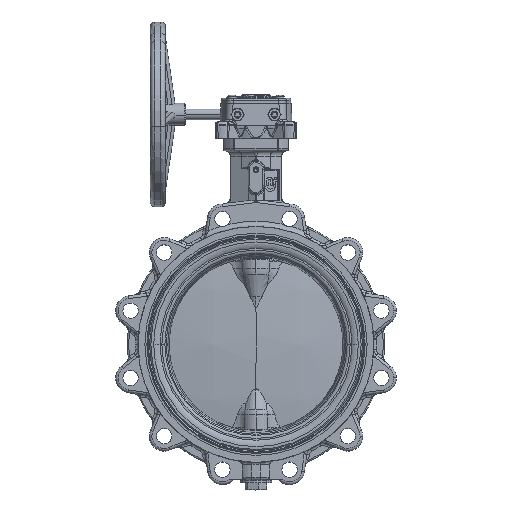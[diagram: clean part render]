
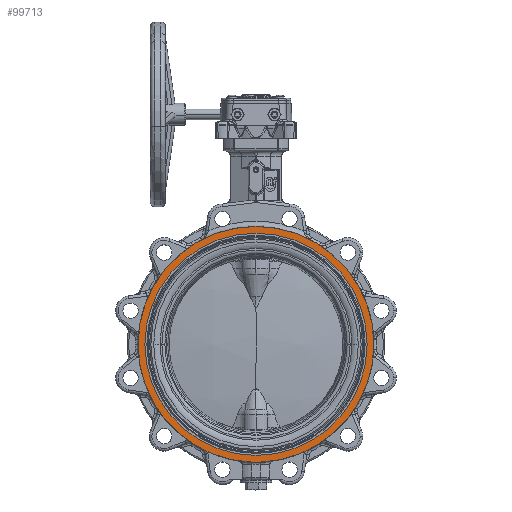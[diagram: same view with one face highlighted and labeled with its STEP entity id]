
A CAD part, top view. The second image highlights one B-rep face of the part: STEP entity #99713.
In plain terms, the highlighted planar face has unit normal (0, 0, 1).
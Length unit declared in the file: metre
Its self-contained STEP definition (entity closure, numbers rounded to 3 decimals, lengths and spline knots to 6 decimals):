
#506 = CARTESIAN_POINT ( 'NONE',  ( 0., 0., 0.03 ) ) ;
#2036 = VERTEX_POINT ( 'NONE', #56009 ) ;
#2490 = CARTESIAN_POINT ( 'NONE',  ( 0.005151, -0.133901, 0.03 ) ) ;
#4163 = CARTESIAN_POINT ( 'NONE',  ( 0., 0., 0.03 ) ) ;
#6546 = EDGE_CURVE ( 'NONE', #74292, #42378, #32295, .T. ) ;
#6999 = ORIENTED_EDGE ( 'NONE', *, *, #101265, .T. ) ;
#7813 = AXIS2_PLACEMENT_3D ( 'NONE', #506, #40121, #70629 ) ;
#9078 = CARTESIAN_POINT ( 'NONE',  ( 0.12625, 0., 0.03 ) ) ;
#10126 = CARTESIAN_POINT ( 'NONE',  ( -0.134, 0., 0.03 ) ) ;
#11577 = CARTESIAN_POINT ( 'NONE',  ( 0.005303, -0.133895, 0.03 ) ) ;
#12104 = EDGE_LOOP ( 'NONE', ( #12625, #114551 ) ) ;
#12227 = CARTESIAN_POINT ( 'NONE',  ( -0.00538, -0.133892, 0.03 ) ) ;
#12625 = ORIENTED_EDGE ( 'NONE', *, *, #25602, .T. ) ;
#14017 = CIRCLE ( 'NONE', #7813, 0.12625 ) ;
#15435 = CARTESIAN_POINT ( 'NONE',  ( 0., 0., 0.03 ) ) ;
#22035 = CARTESIAN_POINT ( 'NONE',  ( 0., 0., 0.03 ) ) ;
#22259 = AXIS2_PLACEMENT_3D ( 'NONE', #4163, #122947, #111296 ) ;
#23787 = AXIS2_PLACEMENT_3D ( 'NONE', #82424, #94696, #42813 ) ;
#25602 = EDGE_CURVE ( 'NONE', #40893, #2036, #113526, .T. ) ;
#26237 = DIRECTION ( 'NONE',  ( 0., 0., -1. ) ) ;
#29767 = CARTESIAN_POINT ( 'NONE',  ( 0.005227, -0.133898, 0.03 ) ) ;
#32295 = CIRCLE ( 'NONE', #88253, 0.134 ) ;
#33063 = PLANE ( 'NONE',  #23787 ) ;
#33068 = EDGE_CURVE ( 'NONE', #2036, #40893, #14017, .T. ) ;
#35405 = ORIENTED_EDGE ( 'NONE', *, *, #6546, .T. ) ;
#37107 = VERTEX_POINT ( 'NONE', #120722 ) ;
#40121 = DIRECTION ( 'NONE',  ( 0., 0., -1. ) ) ;
#40893 = VERTEX_POINT ( 'NONE', #9078 ) ;
#42378 = VERTEX_POINT ( 'NONE', #60388 ) ;
#42813 = DIRECTION ( 'NONE',  ( 1., 0., 0. ) ) ;
#46326 = CARTESIAN_POINT ( 'NONE',  ( 0., 0., 0.03 ) ) ;
#46744 = CIRCLE ( 'NONE', #75779, 0.134 ) ;
#47820 = EDGE_LOOP ( 'NONE', ( #121364, #6999, #86031, #64990, #98512, #35405 ) ) ;
#51823 = CARTESIAN_POINT ( 'NONE',  ( -0.005303, -0.133895, 0.03 ) ) ;
#52040 = DIRECTION ( 'NONE',  ( 1., 0., 0. ) ) ;
#53497 = DIRECTION ( 'NONE',  ( 1., 0., 0. ) ) ;
#55064 = DIRECTION ( 'NONE',  ( 0., 0., 1. ) ) ;
#55895 = CARTESIAN_POINT ( 'NONE',  ( -0.005151, -0.133901, 0.03 ) ) ;
#56009 = CARTESIAN_POINT ( 'NONE',  ( -0.12625, 0., 0.03 ) ) ;
#56014 = DIRECTION ( 'NONE',  ( 0., 0., 1. ) ) ;
#60264 = CARTESIAN_POINT ( 'NONE',  ( 0.00538, -0.133892, 0.03 ) ) ;
#60388 = CARTESIAN_POINT ( 'NONE',  ( -0.00538, -0.133892, 0.03 ) ) ;
#64990 = ORIENTED_EDGE ( 'NONE', *, *, #123912, .T. ) ;
#65430 = VERTEX_POINT ( 'NONE', #75851 ) ;
#67662 = B_SPLINE_CURVE_WITH_KNOTS ( 'NONE', 3,
 ( #2490, #29767, #11577, #60264 ),
 .UNSPECIFIED., .F., .F.,
 ( 4, 4 ),
 ( 0.000003, 0.000232 ),
 .UNSPECIFIED. ) ;
#69267 = EDGE_CURVE ( 'NONE', #65430, #37107, #67662, .T. ) ;
#70629 = DIRECTION ( 'NONE',  ( 1., 0., 0. ) ) ;
#73496 = VERTEX_POINT ( 'NONE', #55895 ) ;
#73927 = VERTEX_POINT ( 'NONE', #85771 ) ;
#74248 = CARTESIAN_POINT ( 'NONE',  ( 0., 0., 0.03 ) ) ;
#74292 = VERTEX_POINT ( 'NONE', #10126 ) ;
#75779 = AXIS2_PLACEMENT_3D ( 'NONE', #22035, #89555, #120718 ) ;
#75851 = CARTESIAN_POINT ( 'NONE',  ( 0.005151, -0.133901, 0.03 ) ) ;
#76192 = AXIS2_PLACEMENT_3D ( 'NONE', #46326, #26237, #123009 ) ;
#82424 = CARTESIAN_POINT ( 'NONE',  ( 0.122153, 0., 0.03 ) ) ;
#85771 = CARTESIAN_POINT ( 'NONE',  ( 0.134, 0., 0.03 ) ) ;
#86031 = ORIENTED_EDGE ( 'NONE', *, *, #69267, .T. ) ;
#88253 = AXIS2_PLACEMENT_3D ( 'NONE', #74248, #56014, #53497 ) ;
#89555 = DIRECTION ( 'NONE',  ( 0., 0., 1. ) ) ;
#91422 = CARTESIAN_POINT ( 'NONE',  ( -0.005151, -0.133901, 0.03 ) ) ;
#92139 = FACE_BOUND ( 'NONE', #12104, .T. ) ;
#92393 = B_SPLINE_CURVE_WITH_KNOTS ( 'NONE', 3,
 ( #12227, #51823, #110905, #91422 ),
 .UNSPECIFIED., .F., .F.,
 ( 4, 4 ),
 ( 0., 0.000229 ),
 .UNSPECIFIED. ) ;
#94051 = FACE_OUTER_BOUND ( 'NONE', #47820, .T. ) ;
#94696 = DIRECTION ( 'NONE',  ( 0., 0., 1. ) ) ;
#98512 = ORIENTED_EDGE ( 'NONE', *, *, #112649, .T. ) ;
#99713 = ADVANCED_FACE ( 'NONE', ( #94051, #92139 ), #33063, .T. ) ;
#99870 = CIRCLE ( 'NONE', #126846, 0.134 ) ;
#101265 = EDGE_CURVE ( 'NONE', #73496, #65430, #46744, .T. ) ;
#103358 = CIRCLE ( 'NONE', #22259, 0.134 ) ;
#110905 = CARTESIAN_POINT ( 'NONE',  ( -0.005227, -0.133898, 0.03 ) ) ;
#111296 = DIRECTION ( 'NONE',  ( 1., 0., 0. ) ) ;
#112649 = EDGE_CURVE ( 'NONE', #73927, #74292, #99870, .T. ) ;
#113526 = CIRCLE ( 'NONE', #76192, 0.12625 ) ;
#114551 = ORIENTED_EDGE ( 'NONE', *, *, #33068, .T. ) ;
#120718 = DIRECTION ( 'NONE',  ( -1., 0., 0. ) ) ;
#120722 = CARTESIAN_POINT ( 'NONE',  ( 0.00538, -0.133892, 0.03 ) ) ;
#121364 = ORIENTED_EDGE ( 'NONE', *, *, #122205, .T. ) ;
#122205 = EDGE_CURVE ( 'NONE', #42378, #73496, #92393, .T. ) ;
#122947 = DIRECTION ( 'NONE',  ( 0., 0., 1. ) ) ;
#123009 = DIRECTION ( 'NONE',  ( 1., 0., 0. ) ) ;
#123912 = EDGE_CURVE ( 'NONE', #37107, #73927, #103358, .T. ) ;
#126846 = AXIS2_PLACEMENT_3D ( 'NONE', #15435, #55064, #52040 ) ;
